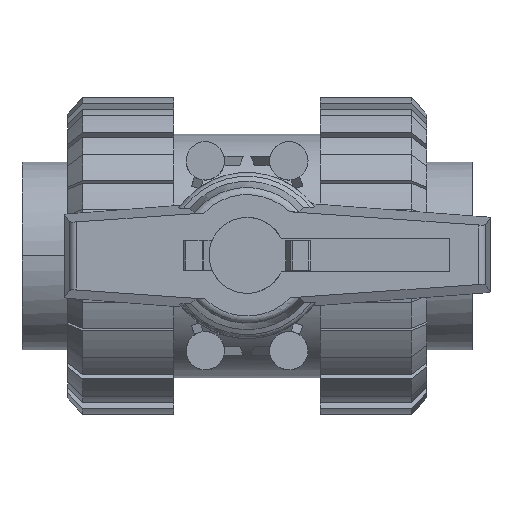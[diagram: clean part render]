
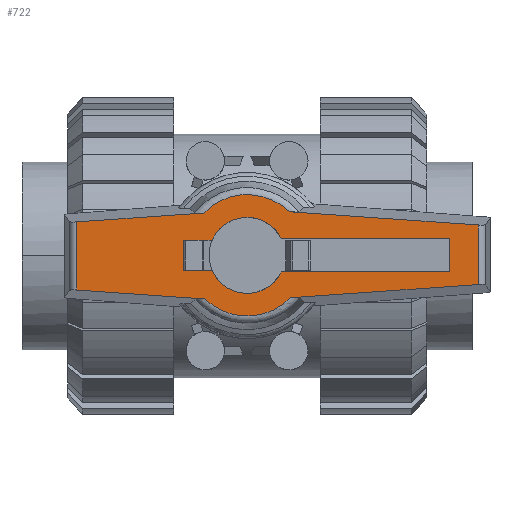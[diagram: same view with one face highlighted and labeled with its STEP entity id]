
A CAD part, top view. The second image highlights one B-rep face of the part: STEP entity #722.
In plain terms, the highlighted planar face has unit normal (0, 0, 1).
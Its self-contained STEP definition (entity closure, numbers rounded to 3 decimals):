
#722=ADVANCED_FACE('',(#1754,#1755),#1756,.T.);
#1754=FACE_BOUND('',#3170,.T.);
#1755=FACE_OUTER_BOUND('',#3171,.T.);
#1756=PLANE('',#3172);
#3170=EDGE_LOOP('',(#5291,#5292,#5293,#5294,#5295,#5296,#5297,#5298));
#3171=EDGE_LOOP('',(#5299,#5300,#5301,#5302,#5303,#5304,#5305,#5306));
#3172=AXIS2_PLACEMENT_3D('',#5307,#5308,#5309);
#5291=ORIENTED_EDGE('',*,*,#9303,.T.);
#5292=ORIENTED_EDGE('',*,*,#9319,.T.);
#5293=ORIENTED_EDGE('',*,*,#9325,.T.);
#5294=ORIENTED_EDGE('',*,*,#9322,.T.);
#5295=ORIENTED_EDGE('',*,*,#9218,.T.);
#5296=ORIENTED_EDGE('',*,*,#9387,.T.);
#5297=ORIENTED_EDGE('',*,*,#9388,.T.);
#5298=ORIENTED_EDGE('',*,*,#9389,.T.);
#5299=ORIENTED_EDGE('',*,*,#9390,.T.);
#5300=ORIENTED_EDGE('',*,*,#9391,.T.);
#5301=ORIENTED_EDGE('',*,*,#9392,.T.);
#5302=ORIENTED_EDGE('',*,*,#9393,.F.);
#5303=ORIENTED_EDGE('',*,*,#9394,.T.);
#5304=ORIENTED_EDGE('',*,*,#9395,.T.);
#5305=ORIENTED_EDGE('',*,*,#9396,.T.);
#5306=ORIENTED_EDGE('',*,*,#9397,.T.);
#5307=CARTESIAN_POINT('',(7.994,0.0,147.0));
#5308=DIRECTION('',(0.0,0.0,1.0));
#5309=DIRECTION('',(1.0,0.0,0.0));
#9218=EDGE_CURVE('',#11005,#11003,#11006,.T.);
#9303=EDGE_CURVE('',#11144,#11142,#11145,.T.);
#9319=EDGE_CURVE('',#11142,#11170,#11171,.T.);
#9322=EDGE_CURVE('',#11174,#11005,#11175,.T.);
#9325=EDGE_CURVE('',#11170,#11174,#11178,.T.);
#9387=EDGE_CURVE('',#11003,#11251,#11252,.T.);
#9388=EDGE_CURVE('',#11251,#11253,#11254,.T.);
#9389=EDGE_CURVE('',#11253,#11144,#11255,.T.);
#9390=EDGE_CURVE('',#11256,#11257,#11258,.T.);
#9391=EDGE_CURVE('',#11257,#11259,#11260,.T.);
#9392=EDGE_CURVE('',#11259,#11261,#11262,.T.);
#9393=EDGE_CURVE('',#11263,#11261,#11264,.T.);
#9394=EDGE_CURVE('',#11263,#11265,#11266,.T.);
#9395=EDGE_CURVE('',#11265,#11267,#11268,.T.);
#9396=EDGE_CURVE('',#11267,#11269,#11270,.T.);
#9397=EDGE_CURVE('',#11269,#11256,#11271,.T.);
#11003=VERTEX_POINT('',#13636);
#11005=VERTEX_POINT('',#13639);
#11006=CIRCLE('',#13640,10.0);
#11142=VERTEX_POINT('',#13824);
#11144=VERTEX_POINT('',#13827);
#11145=CIRCLE('',#13828,10.0);
#11170=VERTEX_POINT('',#13862);
#11171=LINE('',#13863,#13864);
#11174=VERTEX_POINT('',#13868);
#11175=LINE('',#13869,#13870);
#11178=LINE('',#13874,#13875);
#11251=VERTEX_POINT('',#13976);
#11252=LINE('',#13977,#13978);
#11253=VERTEX_POINT('',#13979);
#11254=LINE('',#13980,#13981);
#11255=LINE('',#13982,#13983);
#11256=VERTEX_POINT('',#13984);
#11257=VERTEX_POINT('',#13985);
#11258=LINE('',#13986,#13987);
#11259=VERTEX_POINT('',#13988);
#11260=CIRCLE('',#13989,15.988);
#11261=VERTEX_POINT('',#13990);
#11262=LINE('',#13991,#13992);
#11263=VERTEX_POINT('',#13993);
#11264=LINE('',#13994,#13995);
#11265=VERTEX_POINT('',#13996);
#11266=LINE('',#13997,#13998);
#11267=VERTEX_POINT('',#13999);
#11268=CIRCLE('',#14000,15.988);
#11269=VERTEX_POINT('',#14001);
#11270=LINE('',#14002,#14003);
#11271=LINE('',#14004,#14005);
#13636=CARTESIAN_POINT('',(-9.192,-3.938,147.0));
#13639=CARTESIAN_POINT('',(8.992,-4.375,147.0));
#13640=AXIS2_PLACEMENT_3D('',#19279,#19280,#19281);
#13824=CARTESIAN_POINT('',(8.992,4.375,147.0));
#13827=CARTESIAN_POINT('',(-9.192,3.938,147.0));
#13828=AXIS2_PLACEMENT_3D('',#19397,#19398,#19399);
#13862=CARTESIAN_POINT('',(53.333,4.375,147.0));
#13863=CARTESIAN_POINT('',(17.33,4.375,147.0));
#13864=VECTOR('',#19418,1.0);
#13868=CARTESIAN_POINT('',(53.333,-4.375,147.0));
#13869=CARTESIAN_POINT('',(17.33,-4.375,147.0));
#13870=VECTOR('',#19420,1.0);
#13874=CARTESIAN_POINT('',(53.333,0.0,147.0));
#13875=VECTOR('',#19422,1.0);
#13976=CARTESIAN_POINT('',(-16.633,-3.938,147.0));
#13977=CARTESIAN_POINT('',(-2.591,-3.938,147.0));
#13978=VECTOR('',#19472,1.0);
#13979=CARTESIAN_POINT('',(-16.633,3.938,147.0));
#13980=CARTESIAN_POINT('',(-16.633,5.906,147.0));
#13981=VECTOR('',#19473,1.0);
#13982=CARTESIAN_POINT('',(-2.591,3.938,147.0));
#13983=VECTOR('',#19474,1.0);
#13984=CARTESIAN_POINT('',(-44.912,-9.126,147.0));
#13985=CARTESIAN_POINT('',(-11.119,-11.489,147.0));
#13986=CARTESIAN_POINT('',(-4.204,-11.972,147.0));
#13987=VECTOR('',#19475,1.0);
#13988=CARTESIAN_POINT('',(11.454,-11.155,147.0));
#13989=AXIS2_PLACEMENT_3D('',#19476,#19477,#19478);
#13990=CARTESIAN_POINT('',(60.912,-7.697,147.0));
#13991=CARTESIAN_POINT('',(34.49,-9.544,147.0));
#13992=VECTOR('',#19479,1.0);
#13993=CARTESIAN_POINT('',(60.912,8.007,147.0));
#13994=CARTESIAN_POINT('',(60.912,15.75,147.0));
#13995=VECTOR('',#19480,1.0);
#13996=CARTESIAN_POINT('',(11.119,11.489,147.0));
#13997=CARTESIAN_POINT('',(33.416,9.93,147.0));
#13998=VECTOR('',#19481,1.0);
#13999=CARTESIAN_POINT('',(-11.454,11.155,147.0));
#14000=AXIS2_PLACEMENT_3D('',#19482,#19483,#19484);
#14001=CARTESIAN_POINT('',(-44.912,8.816,147.0));
#14002=CARTESIAN_POINT('',(-3.086,11.74,147.0));
#14003=VECTOR('',#19485,1.0);
#14004=CARTESIAN_POINT('',(-44.912,15.75,147.0));
#14005=VECTOR('',#19486,1.0);
#19279=CARTESIAN_POINT('',(0.0,0.0,147.0));
#19280=DIRECTION('',(0.0,0.0,-1.0));
#19281=DIRECTION('',(1.0,0.0,0.0));
#19397=CARTESIAN_POINT('',(0.0,0.0,147.0));
#19398=DIRECTION('',(0.0,0.0,-1.0));
#19399=DIRECTION('',(1.0,0.0,0.0));
#19418=DIRECTION('',(1.0,0.0,-0.0));
#19420=DIRECTION('',(-1.0,0.0,0.0));
#19422=DIRECTION('',(0.0,-1.0,0.0));
#19472=DIRECTION('',(-1.0,0.0,0.0));
#19473=DIRECTION('',(0.0,1.0,-0.0));
#19474=DIRECTION('',(1.0,0.0,0.0));
#19475=DIRECTION('',(0.998,-0.07,0.0));
#19476=CARTESIAN_POINT('',(0.0,0.0,147.0));
#19477=DIRECTION('',(0.0,0.0,1.0));
#19478=DIRECTION('',(1.0,0.0,0.0));
#19479=DIRECTION('',(0.998,0.07,-0.0));
#19480=DIRECTION('',(0.0,-1.0,0.0));
#19481=DIRECTION('',(-0.998,0.07,0.0));
#19482=CARTESIAN_POINT('',(0.0,0.0,147.0));
#19483=DIRECTION('',(0.0,0.0,1.0));
#19484=DIRECTION('',(1.0,0.0,0.0));
#19485=DIRECTION('',(-0.998,-0.07,0.0));
#19486=DIRECTION('',(0.0,-1.0,0.0));
